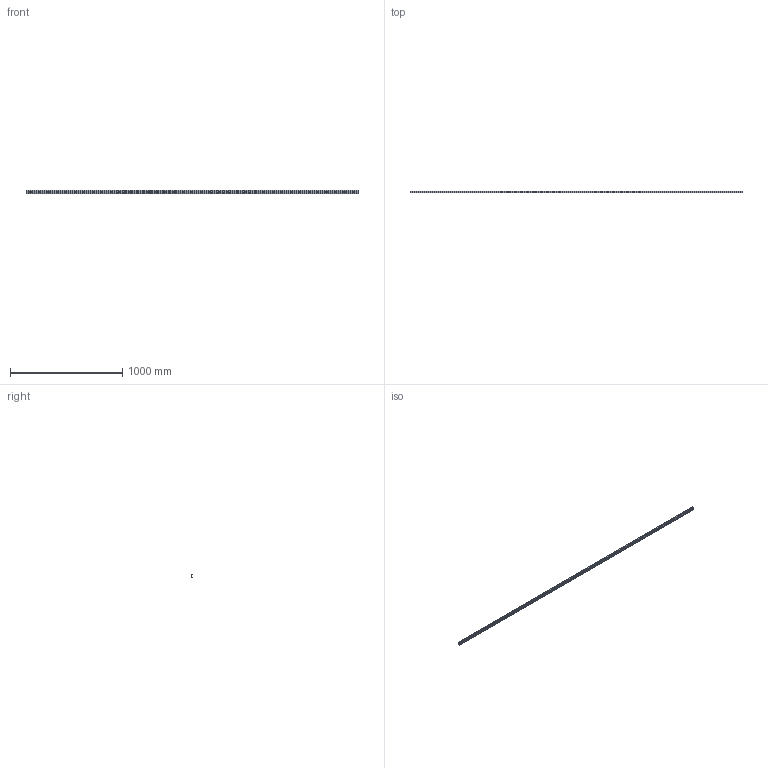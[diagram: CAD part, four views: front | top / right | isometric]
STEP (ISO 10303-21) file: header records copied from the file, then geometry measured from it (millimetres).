
FILE_DESCRIPTION((''),'2;1');
FILE_NAME('LCX 28H-2960.C.stp','2016-04-28T08:36:52',('MRathmann'),(''),'Autodesk Inventor 2012','Autodesk Inventor 2012','');
FILE_SCHEMA(('CONFIG_CONTROL_DESIGN'));
Length unit declared in the file: millimetre
Products named in the file (1): LCX 28H-2960.C
Bounding box: 2960 x 12.3 x 28 mm (x, y, z)
Volume: 478602.9 mm3; surface area: 286839.3 mm2
Topology: 1 solids, 1 shells, 135 faces, 325 edges, 229 vertices
Faces by surface type: cylinder 85, plane 50
Full cylindrical faces by diameter (mm): 6.4 x37, 11 x37
Entity records: 3536 total; most frequent: DIRECTION 656, CARTESIAN_POINT 542, ORIENTED_EDGE 428, EDGE_LOOP 320, AXIS2_PLACEMENT_3D 306, EDGE_CURVE 214, VERTEX_POINT 192, FACE_BOUND 185
